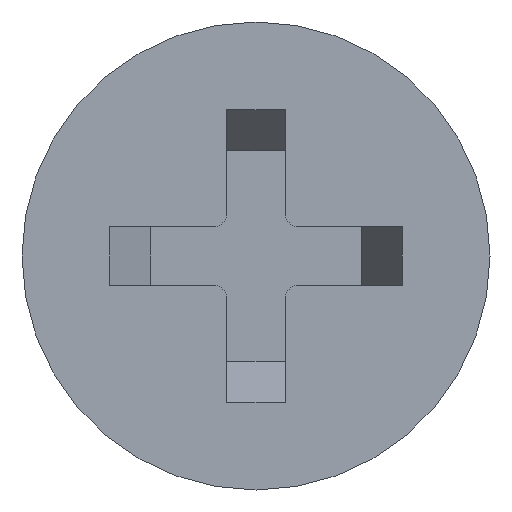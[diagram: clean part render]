
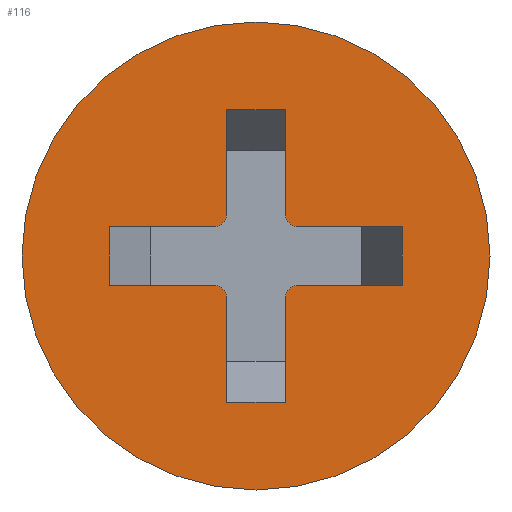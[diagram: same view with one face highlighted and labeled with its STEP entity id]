
A CAD part, left-side view. The second image highlights one B-rep face of the part: STEP entity #116.
In plain terms, the highlighted planar face has unit normal (-1, 0, 0).
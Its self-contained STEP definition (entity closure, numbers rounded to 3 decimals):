
#116=ADVANCED_FACE('',(#225,#226),#227,.T.);
#225=FACE_BOUND('',#326,.T.);
#226=FACE_OUTER_BOUND('',#327,.T.);
#227=PLANE('',#328);
#326=EDGE_LOOP('',(#581,#582,#583,#584,#585,#586,#587,#588,#589,#590,#591,#592,#593,#594,#595,#596,#597,#598,#599,#600));
#327=EDGE_LOOP('',(#601,#602));
#328=AXIS2_PLACEMENT_3D('',#603,#604,#605);
#581=ORIENTED_EDGE('',*,*,#670,.F.);
#582=ORIENTED_EDGE('',*,*,#678,.T.);
#583=ORIENTED_EDGE('',*,*,#709,.T.);
#584=ORIENTED_EDGE('',*,*,#704,.T.);
#585=ORIENTED_EDGE('',*,*,#616,.F.);
#586=ORIENTED_EDGE('',*,*,#698,.F.);
#587=ORIENTED_EDGE('',*,*,#712,.T.);
#588=ORIENTED_EDGE('',*,*,#657,.T.);
#589=ORIENTED_EDGE('',*,*,#636,.T.);
#590=ORIENTED_EDGE('',*,*,#664,.F.);
#591=ORIENTED_EDGE('',*,*,#628,.F.);
#592=ORIENTED_EDGE('',*,*,#702,.T.);
#593=ORIENTED_EDGE('',*,*,#714,.T.);
#594=ORIENTED_EDGE('',*,*,#653,.T.);
#595=ORIENTED_EDGE('',*,*,#621,.F.);
#596=ORIENTED_EDGE('',*,*,#674,.F.);
#597=ORIENTED_EDGE('',*,*,#684,.T.);
#598=ORIENTED_EDGE('',*,*,#718,.T.);
#599=ORIENTED_EDGE('',*,*,#649,.T.);
#600=ORIENTED_EDGE('',*,*,#692,.F.);
#601=ORIENTED_EDGE('',*,*,#722,.T.);
#602=ORIENTED_EDGE('',*,*,#687,.T.);
#603=CARTESIAN_POINT('',(0.0,2.718,0.0));
#604=DIRECTION('',(-1.0,0.0,0.0));
#605=DIRECTION('',(0.0,1.0,0.0));
#616=EDGE_CURVE('',#725,#728,#729,.T.);
#621=EDGE_CURVE('',#734,#737,#738,.T.);
#628=EDGE_CURVE('',#748,#743,#750,.T.);
#636=EDGE_CURVE('',#764,#761,#765,.T.);
#649=EDGE_CURVE('',#785,#782,#786,.T.);
#653=EDGE_CURVE('',#791,#737,#792,.T.);
#657=EDGE_CURVE('',#797,#764,#798,.T.);
#664=EDGE_CURVE('',#743,#761,#806,.T.);
#670=EDGE_CURVE('',#814,#809,#816,.T.);
#674=EDGE_CURVE('',#820,#734,#822,.T.);
#678=EDGE_CURVE('',#814,#826,#828,.T.);
#684=EDGE_CURVE('',#820,#834,#836,.T.);
#687=EDGE_CURVE('',#840,#838,#841,.T.);
#692=EDGE_CURVE('',#809,#782,#846,.T.);
#698=EDGE_CURVE('',#852,#725,#854,.T.);
#702=EDGE_CURVE('',#748,#858,#860,.T.);
#704=EDGE_CURVE('',#862,#728,#863,.T.);
#709=EDGE_CURVE('',#826,#862,#869,.T.);
#712=EDGE_CURVE('',#852,#797,#872,.T.);
#714=EDGE_CURVE('',#858,#791,#874,.T.);
#718=EDGE_CURVE('',#834,#785,#878,.T.);
#722=EDGE_CURVE('',#838,#840,#882,.T.);
#725=VERTEX_POINT('',#885);
#728=VERTEX_POINT('',#889);
#729=CIRCLE('',#890,0.3);
#734=VERTEX_POINT('',#896);
#737=VERTEX_POINT('',#900);
#738=CIRCLE('',#901,0.3);
#743=VERTEX_POINT('',#907);
#748=VERTEX_POINT('',#913);
#750=CIRCLE('',#916,0.3);
#761=VERTEX_POINT('',#929);
#764=VERTEX_POINT('',#933);
#765=LINE('',#934,#935);
#782=VERTEX_POINT('',#956);
#785=VERTEX_POINT('',#960);
#786=LINE('',#961,#962);
#791=VERTEX_POINT('',#969);
#792=LINE('',#970,#971);
#797=VERTEX_POINT('',#978);
#798=LINE('',#979,#980);
#806=CIRCLE('',#992,0.3);
#809=VERTEX_POINT('',#995);
#814=VERTEX_POINT('',#1001);
#816=CIRCLE('',#1004,0.3);
#820=VERTEX_POINT('',#1008);
#822=CIRCLE('',#1011,0.3);
#826=VERTEX_POINT('',#1016);
#828=LINE('',#1019,#1020);
#834=VERTEX_POINT('',#1027);
#836=LINE('',#1030,#1031);
#838=VERTEX_POINT('',#1033);
#840=VERTEX_POINT('',#1036);
#841=CIRCLE('',#1037,5.435);
#846=CIRCLE('',#1043,0.3);
#852=VERTEX_POINT('',#1049);
#854=CIRCLE('',#1052,0.3);
#858=VERTEX_POINT('',#1057);
#860=LINE('',#1060,#1061);
#862=VERTEX_POINT('',#1063);
#863=LINE('',#1064,#1065);
#869=LINE('',#1074,#1075);
#872=LINE('',#1079,#1080);
#874=LINE('',#1082,#1083);
#878=LINE('',#1089,#1090);
#882=CIRCLE('',#1094,5.435);
#885=CARTESIAN_POINT('',(0.0,-0.768,0.768));
#889=CARTESIAN_POINT('',(0.0,-0.68,0.98));
#890=AXIS2_PLACEMENT_3D('',#1097,#1098,#1099);
#896=CARTESIAN_POINT('',(0.0,0.768,-0.768));
#900=CARTESIAN_POINT('',(0.0,0.68,-0.98));
#901=AXIS2_PLACEMENT_3D('',#1105,#1106,#1107);
#907=CARTESIAN_POINT('',(0.0,-0.768,-0.768));
#913=CARTESIAN_POINT('',(0.0,-0.68,-0.98));
#916=AXIS2_PLACEMENT_3D('',#1117,#1118,#1119);
#929=CARTESIAN_POINT('',(0.0,-0.98,-0.68));
#933=CARTESIAN_POINT('',(0.0,-3.4,-0.68));
#934=CARTESIAN_POINT('',(0.0,0.339,-0.68));
#935=VECTOR('',#1129,1000.0);
#956=CARTESIAN_POINT('',(0.0,0.98,0.68));
#960=CARTESIAN_POINT('',(0.0,3.4,0.68));
#961=CARTESIAN_POINT('',(0.0,2.379,0.68));
#962=VECTOR('',#1147,1000.0);
#969=CARTESIAN_POINT('',(0.0,0.68,-3.4));
#970=CARTESIAN_POINT('',(0.0,0.68,-1.02));
#971=VECTOR('',#1150,1000.0);
#978=CARTESIAN_POINT('',(0.0,-3.4,0.68));
#979=CARTESIAN_POINT('',(0.0,-3.4,0.0));
#980=VECTOR('',#1153,1000.0);
#992=AXIS2_PLACEMENT_3D('',#1158,#1159,#1160);
#995=CARTESIAN_POINT('',(0.0,0.768,0.768));
#1001=CARTESIAN_POINT('',(0.0,0.68,0.98));
#1004=AXIS2_PLACEMENT_3D('',#1169,#1170,#1171);
#1008=CARTESIAN_POINT('',(0.0,0.98,-0.68));
#1011=AXIS2_PLACEMENT_3D('',#1176,#1177,#1178);
#1016=CARTESIAN_POINT('',(0.0,0.68,3.4));
#1019=CARTESIAN_POINT('',(0.0,0.68,1.02));
#1020=VECTOR('',#1181,1000.0);
#1027=CARTESIAN_POINT('',(0.0,3.4,-0.68));
#1030=CARTESIAN_POINT('',(0.0,2.379,-0.68));
#1031=VECTOR('',#1187,1000.0);
#1033=CARTESIAN_POINT('',(0.0,5.435,0.0));
#1036=CARTESIAN_POINT('',(0.0,-5.435,0.));
#1037=AXIS2_PLACEMENT_3D('',#1189,#1190,#1191);
#1043=AXIS2_PLACEMENT_3D('',#1196,#1197,#1198);
#1049=CARTESIAN_POINT('',(0.0,-0.98,0.68));
#1052=AXIS2_PLACEMENT_3D('',#1206,#1207,#1208);
#1057=CARTESIAN_POINT('',(0.0,-0.68,-3.4));
#1060=CARTESIAN_POINT('',(0.0,-0.68,-1.02));
#1061=VECTOR('',#1211,1000.0);
#1063=CARTESIAN_POINT('',(0.0,-0.68,3.4));
#1064=CARTESIAN_POINT('',(0.0,-0.68,1.02));
#1065=VECTOR('',#1212,1000.0);
#1074=CARTESIAN_POINT('',(0.0,1.359,3.4));
#1075=VECTOR('',#1216,1000.0);
#1079=CARTESIAN_POINT('',(0.0,0.339,0.68));
#1080=VECTOR('',#1218,1000.0);
#1082=CARTESIAN_POINT('',(0.0,1.359,-3.4));
#1083=VECTOR('',#1219,1000.0);
#1089=CARTESIAN_POINT('',(0.0,3.4,0.0));
#1090=VECTOR('',#1222,1000.0);
#1094=AXIS2_PLACEMENT_3D('',#1223,#1224,#1225);
#1097=CARTESIAN_POINT('',(0.0,-0.98,0.98));
#1098=DIRECTION('',(1.0,0.0,0.0));
#1099=DIRECTION('',(0.0,0.707,-0.707));
#1105=CARTESIAN_POINT('',(0.0,0.98,-0.98));
#1106=DIRECTION('',(1.0,0.0,0.0));
#1107=DIRECTION('',(0.0,-0.707,0.707));
#1117=CARTESIAN_POINT('',(0.0,-0.98,-0.98));
#1118=DIRECTION('',(1.0,0.0,-0.0));
#1119=DIRECTION('',(0.0,0.707,0.707));
#1129=DIRECTION('',(0.0,1.0,0.0));
#1147=DIRECTION('',(0.0,-1.0,0.0));
#1150=DIRECTION('',(0.0,0.0,1.0));
#1153=DIRECTION('',(-0.0,-0.0,-1.0));
#1158=CARTESIAN_POINT('',(0.0,-0.98,-0.98));
#1159=DIRECTION('',(1.0,0.0,-0.0));
#1160=DIRECTION('',(0.0,0.707,0.707));
#1169=CARTESIAN_POINT('',(0.0,0.98,0.98));
#1170=DIRECTION('',(1.0,0.0,0.0));
#1171=DIRECTION('',(0.0,-0.707,-0.707));
#1176=CARTESIAN_POINT('',(0.0,0.98,-0.98));
#1177=DIRECTION('',(1.0,0.0,0.0));
#1178=DIRECTION('',(0.0,-0.707,0.707));
#1181=DIRECTION('',(0.0,0.0,1.0));
#1187=DIRECTION('',(0.0,1.0,0.0));
#1189=CARTESIAN_POINT('',(0.0,0.0,0.0));
#1190=DIRECTION('',(-1.0,0.0,0.0));
#1191=DIRECTION('',(0.0,1.0,0.0));
#1196=CARTESIAN_POINT('',(0.0,0.98,0.98));
#1197=DIRECTION('',(1.0,0.0,0.0));
#1198=DIRECTION('',(0.0,-0.707,-0.707));
#1206=CARTESIAN_POINT('',(0.0,-0.98,0.98));
#1207=DIRECTION('',(1.0,0.0,0.0));
#1208=DIRECTION('',(0.0,0.707,-0.707));
#1211=DIRECTION('',(-0.0,-0.0,-1.0));
#1212=DIRECTION('',(-0.0,-0.0,-1.0));
#1216=DIRECTION('',(0.0,-1.0,0.0));
#1218=DIRECTION('',(0.0,-1.0,0.0));
#1219=DIRECTION('',(0.0,1.0,0.0));
#1222=DIRECTION('',(0.0,0.0,1.0));
#1223=CARTESIAN_POINT('',(0.0,0.0,0.0));
#1224=DIRECTION('',(-1.0,0.0,0.0));
#1225=DIRECTION('',(0.0,1.0,0.0));
